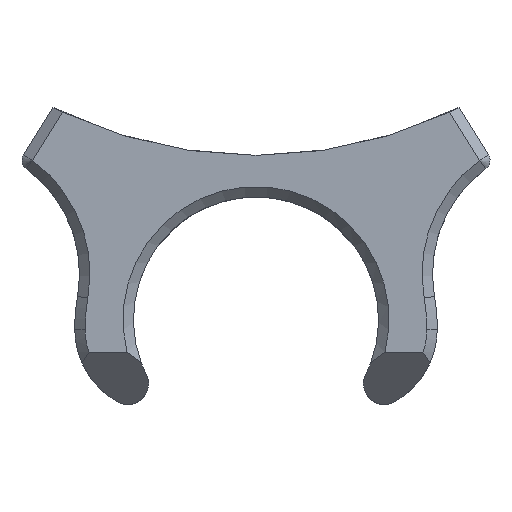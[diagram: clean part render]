
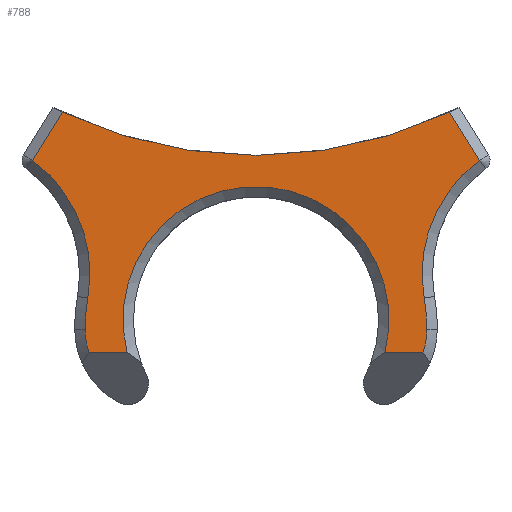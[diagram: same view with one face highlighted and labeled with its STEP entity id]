
A CAD part, front view. The second image highlights one B-rep face of the part: STEP entity #788.
In plain terms, the highlighted planar face has unit normal (0, -1, 0).
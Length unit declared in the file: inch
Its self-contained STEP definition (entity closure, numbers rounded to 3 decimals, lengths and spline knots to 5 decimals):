
#44 = DIRECTION ( 'NONE',  ( 1., 0., 0. ) ) ;
#54 = CARTESIAN_POINT ( 'NONE',  ( 0., 0., 0.06262 ) ) ;
#81 = EDGE_CURVE ( 'NONE', #1190, #1184, #652, .T. ) ;
#87 = AXIS2_PLACEMENT_3D ( 'NONE', #1052, #1720, #800 ) ;
#89 = AXIS2_PLACEMENT_3D ( 'NONE', #657, #1276, #539 ) ;
#92 = EDGE_CURVE ( 'NONE', #1422, #127, #277, .T. ) ;
#105 = ORIENTED_EDGE ( 'NONE', *, *, #1254, .T. ) ;
#124 = DIRECTION ( 'NONE',  ( 0., 0., 1. ) ) ;
#127 = VERTEX_POINT ( 'NONE', #275 ) ;
#135 = CARTESIAN_POINT ( 'NONE',  ( 0.2946, 0., 0.08585 ) ) ;
#154 = DIRECTION ( 'NONE',  ( 0., 0., 1. ) ) ;
#207 = CARTESIAN_POINT ( 'NONE',  ( 0.45807, 0., 0.06262 ) ) ;
#215 = DIRECTION ( 'NONE',  ( 0., -1., 0. ) ) ;
#234 = ORIENTED_EDGE ( 'NONE', *, *, #348, .T. ) ;
#237 = EDGE_CURVE ( 'NONE', #562, #711, #1405, .T. ) ;
#265 = ORIENTED_EDGE ( 'NONE', *, *, #1059, .T. ) ;
#275 = CARTESIAN_POINT ( 'NONE',  ( 0.51257, 0., 0.24749 ) ) ;
#277 = CIRCLE ( 'NONE', #1717, 0.135 ) ;
#311 = CIRCLE ( 'NONE', #1430, 0.1672 ) ;
#330 = DIRECTION ( 'NONE',  ( 1., 0., 0. ) ) ;
#348 = EDGE_CURVE ( 'NONE', #794, #1852, #1415, .T. ) ;
#376 = DIRECTION ( 'NONE',  ( 0., -1., 0. ) ) ;
#407 = CARTESIAN_POINT ( 'NONE',  ( 0.17336, 0., 0.06262 ) ) ;
#409 = ORIENTED_EDGE ( 'NONE', *, *, #798, .F. ) ;
#410 = CARTESIAN_POINT ( 'NONE',  ( 0.48367, 0., 0.29398 ) ) ;
#444 = ORIENTED_EDGE ( 'NONE', *, *, #1907, .T. ) ;
#474 = CARTESIAN_POINT ( 'NONE',  ( 0.00256, 0., 0.13847 ) ) ;
#487 = DIRECTION ( 'NONE',  ( 0., 0., 1. ) ) ;
#493 = CARTESIAN_POINT ( 'NONE',  ( 0.1355, 0., 0.11496 ) ) ;
#522 = AXIS2_PLACEMENT_3D ( 'NONE', #739, #215, #1627 ) ;
#539 = DIRECTION ( 'NONE',  ( 0., 0., 1. ) ) ;
#562 = VERTEX_POINT ( 'NONE', #602 ) ;
#578 = CARTESIAN_POINT ( 'NONE',  ( 0.45924, 0., 0.11496 ) ) ;
#595 = AXIS2_PLACEMENT_3D ( 'NONE', #474, #1694, #154 ) ;
#602 = CARTESIAN_POINT ( 'NONE',  ( 0.42138, 0., 0.06262 ) ) ;
#614 = ORIENTED_EDGE ( 'NONE', *, *, #81, .T. ) ;
#635 = EDGE_CURVE ( 'NONE', #1184, #1611, #311, .T. ) ;
#638 = VERTEX_POINT ( 'NONE', #1236 ) ;
#646 = CIRCLE ( 'NONE', #522, 0.07 ) ;
#652 = CIRCLE ( 'NONE', #595, 0.135 ) ;
#654 = CIRCLE ( 'NONE', #1212, 0.4375 ) ;
#657 = CARTESIAN_POINT ( 'NONE',  ( 0.29737, 0., 0.68983 ) ) ;
#668 = DIRECTION ( 'NONE',  ( -0.528, 0., -0.849 ) ) ;
#691 = ORIENTED_EDGE ( 'NONE', *, *, #237, .T. ) ;
#709 = DIRECTION ( 'NONE',  ( 0., 1., 0. ) ) ;
#711 = VERTEX_POINT ( 'NONE', #207 ) ;
#719 = CIRCLE ( 'NONE', #89, 0.4375 ) ;
#739 = CARTESIAN_POINT ( 'NONE',  ( 0.39179, 0., 0.08514 ) ) ;
#741 = DIRECTION ( 'NONE',  ( 0., 0., 1. ) ) ;
#774 = ORIENTED_EDGE ( 'NONE', *, *, #900, .F. ) ;
#788 = ADVANCED_FACE ( 'NONE', ( #1557 ), #1964, .F. ) ;
#794 = VERTEX_POINT ( 'NONE', #1848 ) ;
#798 = EDGE_CURVE ( 'NONE', #1712, #1428, #654, .T. ) ;
#800 = DIRECTION ( 'NONE',  ( 0., 0., 1. ) ) ;
#831 = DIRECTION ( 'NONE',  ( 0., -1., 0. ) ) ;
#900 = EDGE_CURVE ( 'NONE', #638, #1712, #719, .T. ) ;
#913 = VECTOR ( 'NONE', #1007, 39.37008 ) ;
#960 = EDGE_LOOP ( 'NONE', ( #774, #1935, #614, #1003, #1068, #234, #265, #691, #105, #1088, #1576, #444, #409 ) ) ;
#965 = VERTEX_POINT ( 'NONE', #1341 ) ;
#966 = CARTESIAN_POINT ( 'NONE',  ( 0.08218, 0., 0.24749 ) ) ;
#969 = CARTESIAN_POINT ( 'NONE',  ( 0.30015, 0., 0.08585 ) ) ;
#974 = CARTESIAN_POINT ( 'NONE',  ( 0., 0., 0.06262 ) ) ;
#1003 = ORIENTED_EDGE ( 'NONE', *, *, #635, .T. ) ;
#1007 = DIRECTION ( 'NONE',  ( -0.528, 0., 0.849 ) ) ;
#1052 = CARTESIAN_POINT ( 'NONE',  ( 0., 0., 0. ) ) ;
#1054 = CARTESIAN_POINT ( 'NONE',  ( 0.13295, 0., 0.08462 ) ) ;
#1056 = DIRECTION ( 'NONE',  ( 0., 1., 0. ) ) ;
#1059 = EDGE_CURVE ( 'NONE', #1852, #562, #1812, .T. ) ;
#1068 = ORIENTED_EDGE ( 'NONE', *, *, #1666, .T. ) ;
#1088 = ORIENTED_EDGE ( 'NONE', *, *, #1247, .T. ) ;
#1102 = DIRECTION ( 'NONE',  ( 0., -1., 0. ) ) ;
#1150 = CARTESIAN_POINT ( 'NONE',  ( 0.29737, 0., 0.09433 ) ) ;
#1184 = VERTEX_POINT ( 'NONE', #493 ) ;
#1190 = VERTEX_POINT ( 'NONE', #966 ) ;
#1212 = AXIS2_PLACEMENT_3D ( 'NONE', #1354, #1102, #1365 ) ;
#1230 = CARTESIAN_POINT ( 'NONE',  ( 0.59218, 0., 0.13847 ) ) ;
#1236 = CARTESIAN_POINT ( 'NONE',  ( 0.11107, 0., 0.29398 ) ) ;
#1247 = EDGE_CURVE ( 'NONE', #965, #1422, #1485, .T. ) ;
#1254 = EDGE_CURVE ( 'NONE', #711, #965, #646, .T. ) ;
#1257 = CIRCLE ( 'NONE', #1886, 0.07 ) ;
#1276 = DIRECTION ( 'NONE',  ( 0., -1., 0. ) ) ;
#1316 = LINE ( 'NONE', #1459, #913 ) ;
#1335 = EDGE_CURVE ( 'NONE', #638, #1190, #1483, .T. ) ;
#1341 = CARTESIAN_POINT ( 'NONE',  ( 0.46179, 0., 0.08462 ) ) ;
#1354 = CARTESIAN_POINT ( 'NONE',  ( 0.29737, 0., 0.68983 ) ) ;
#1365 = DIRECTION ( 'NONE',  ( 0., 0., 1. ) ) ;
#1397 = VECTOR ( 'NONE', #330, 39.37008 ) ;
#1405 = LINE ( 'NONE', #54, #1397 ) ;
#1415 = LINE ( 'NONE', #974, #1522 ) ;
#1422 = VERTEX_POINT ( 'NONE', #578 ) ;
#1428 = VERTEX_POINT ( 'NONE', #410 ) ;
#1430 = AXIS2_PLACEMENT_3D ( 'NONE', #969, #1699, #1543 ) ;
#1459 = CARTESIAN_POINT ( 'NONE',  ( 0.48069, 0., 0.29877 ) ) ;
#1483 = LINE ( 'NONE', #1740, #1594 ) ;
#1485 = CIRCLE ( 'NONE', #1551, 0.1672 ) ;
#1522 = VECTOR ( 'NONE', #44, 39.37008 ) ;
#1543 = DIRECTION ( 'NONE',  ( 0., 0., 1. ) ) ;
#1551 = AXIS2_PLACEMENT_3D ( 'NONE', #135, #376, #124 ) ;
#1557 = FACE_OUTER_BOUND ( 'NONE', #960, .T. ) ;
#1576 = ORIENTED_EDGE ( 'NONE', *, *, #92, .T. ) ;
#1594 = VECTOR ( 'NONE', #668, 39.37008 ) ;
#1611 = VERTEX_POINT ( 'NONE', #1054 ) ;
#1627 = DIRECTION ( 'NONE',  ( 0., 0., 1. ) ) ;
#1666 = EDGE_CURVE ( 'NONE', #1611, #794, #1257, .T. ) ;
#1694 = DIRECTION ( 'NONE',  ( 0., 1., 0. ) ) ;
#1699 = DIRECTION ( 'NONE',  ( 0., -1., 0. ) ) ;
#1712 = VERTEX_POINT ( 'NONE', #1874 ) ;
#1717 = AXIS2_PLACEMENT_3D ( 'NONE', #1230, #1056, #741 ) ;
#1720 = DIRECTION ( 'NONE',  ( 0., 1., 0. ) ) ;
#1740 = CARTESIAN_POINT ( 'NONE',  ( 0.08218, 0., 0.24749 ) ) ;
#1743 = CARTESIAN_POINT ( 'NONE',  ( 0.20295, 0., 0.08514 ) ) ;
#1760 = DIRECTION ( 'NONE',  ( 0., 0., 1. ) ) ;
#1812 = CIRCLE ( 'NONE', #1934, 0.128 ) ;
#1848 = CARTESIAN_POINT ( 'NONE',  ( 0.13667, 0., 0.06262 ) ) ;
#1852 = VERTEX_POINT ( 'NONE', #407 ) ;
#1874 = CARTESIAN_POINT ( 'NONE',  ( 0.29737, 0., 0.25233 ) ) ;
#1886 = AXIS2_PLACEMENT_3D ( 'NONE', #1743, #831, #487 ) ;
#1907 = EDGE_CURVE ( 'NONE', #127, #1428, #1316, .T. ) ;
#1934 = AXIS2_PLACEMENT_3D ( 'NONE', #1150, #709, #1760 ) ;
#1935 = ORIENTED_EDGE ( 'NONE', *, *, #1335, .T. ) ;
#1964 = PLANE ( 'NONE',  #87 ) ;
